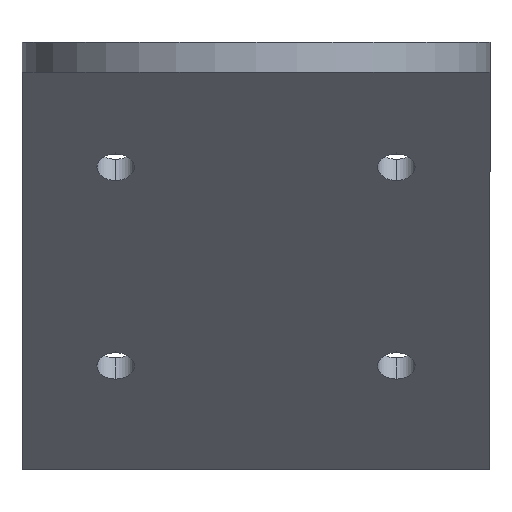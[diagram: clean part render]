
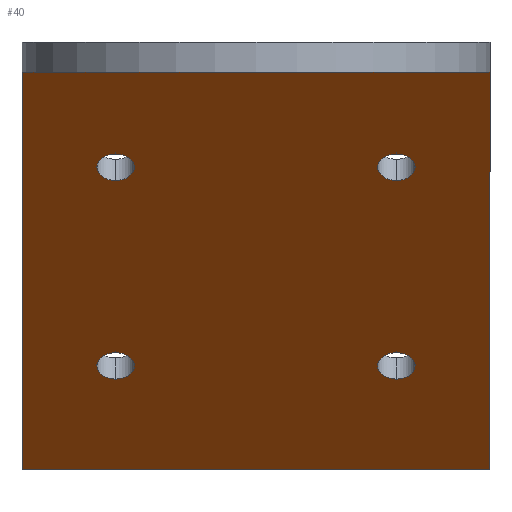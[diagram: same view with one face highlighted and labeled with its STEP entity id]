
A CAD part, front view. The second image highlights one B-rep face of the part: STEP entity #40.
In plain terms, the highlighted planar face has unit normal (0, -0.707, -0.707).
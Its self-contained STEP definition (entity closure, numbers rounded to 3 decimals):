
#1 = VERTEX_POINT ( 'NONE', #710 ) ;
#11 = DIRECTION ( 'NONE',  ( 1., 0., 0. ) ) ;
#25 = CIRCLE ( 'NONE', #362, 2. ) ;
#35 = LINE ( 'NONE', #609, #339 ) ;
#40 = ADVANCED_FACE ( 'NONE', ( #830, #217, #561, #600, #233 ), #879, .T. ) ;
#47 = CARTESIAN_POINT ( 'NONE',  ( -15., 40.138, -10.138 ) ) ;
#64 = EDGE_CURVE ( 'NONE', #98, #1, #802, .T. ) ;
#67 = CARTESIAN_POINT ( 'NONE',  ( -15., 61.351, -31.351 ) ) ;
#76 = DIRECTION ( 'NONE',  ( 0., -0.707, 0.707 ) ) ;
#97 = ORIENTED_EDGE ( 'NONE', *, *, #64, .T. ) ;
#98 = VERTEX_POINT ( 'NONE', #871 ) ;
#112 = DIRECTION ( 'NONE',  ( 0., 0.707, -0.707 ) ) ;
#121 = DIRECTION ( 'NONE',  ( 0., 0.707, 0.707 ) ) ;
#131 = DIRECTION ( 'NONE',  ( 0., 0.707, -0.707 ) ) ;
#142 = EDGE_CURVE ( 'NONE', #162, #753, #453, .T. ) ;
#157 = VERTEX_POINT ( 'NONE', #594 ) ;
#162 = VERTEX_POINT ( 'NONE', #393 ) ;
#164 = EDGE_CURVE ( 'NONE', #752, #308, #761, .T. ) ;
#175 = EDGE_CURVE ( 'NONE', #1, #98, #25, .T. ) ;
#178 = DIRECTION ( 'NONE',  ( 0., 0.707, 0.707 ) ) ;
#180 = EDGE_CURVE ( 'NONE', #753, #162, #568, .T. ) ;
#186 = AXIS2_PLACEMENT_3D ( 'NONE', #607, #480, #421 ) ;
#195 = ORIENTED_EDGE ( 'NONE', *, *, #142, .T. ) ;
#198 = AXIS2_PLACEMENT_3D ( 'NONE', #822, #262, #131 ) ;
#213 = LINE ( 'NONE', #882, #759 ) ;
#217 = FACE_BOUND ( 'NONE', #866, .T. ) ;
#228 = ORIENTED_EDGE ( 'NONE', *, *, #320, .T. ) ;
#233 = FACE_OUTER_BOUND ( 'NONE', #374, .T. ) ;
#238 = EDGE_CURVE ( 'NONE', #670, #157, #701, .T. ) ;
#241 = DIRECTION ( 'NONE',  ( 0., 0.707, -0.707 ) ) ;
#246 = ORIENTED_EDGE ( 'NONE', *, *, #238, .T. ) ;
#250 = DIRECTION ( 'NONE',  ( 0., 0.707, -0.707 ) ) ;
#253 = CIRCLE ( 'NONE', #658, 2. ) ;
#262 = DIRECTION ( 'NONE',  ( 0., 0.707, 0.707 ) ) ;
#270 = EDGE_CURVE ( 'NONE', #634, #282, #517, .T. ) ;
#275 = EDGE_CURVE ( 'NONE', #694, #586, #610, .T. ) ;
#281 = CARTESIAN_POINT ( 'NONE',  ( -15., 59.937, -29.937 ) ) ;
#282 = VERTEX_POINT ( 'NONE', #760 ) ;
#308 = VERTEX_POINT ( 'NONE', #482 ) ;
#310 = CARTESIAN_POINT ( 'NONE',  ( -15., 62.765, -32.765 ) ) ;
#315 = ORIENTED_EDGE ( 'NONE', *, *, #275, .T. ) ;
#320 = EDGE_CURVE ( 'NONE', #586, #694, #747, .T. ) ;
#333 = DIRECTION ( 'NONE',  ( 0., 0.707, 0.707 ) ) ;
#335 = CARTESIAN_POINT ( 'NONE',  ( 15., 40.138, -10.138 ) ) ;
#338 = AXIS2_PLACEMENT_3D ( 'NONE', #583, #376, #112 ) ;
#339 = VECTOR ( 'NONE', #76, 1000. ) ;
#354 = ORIENTED_EDGE ( 'NONE', *, *, #175, .T. ) ;
#357 = CARTESIAN_POINT ( 'NONE',  ( -88.866, 72.426, -42.426 ) ) ;
#360 = EDGE_CURVE ( 'NONE', #634, #157, #35, .T. ) ;
#362 = AXIS2_PLACEMENT_3D ( 'NONE', #674, #596, #468 ) ;
#374 = EDGE_LOOP ( 'NONE', ( #645, #680, #554, #246 ) ) ;
#376 = DIRECTION ( 'NONE',  ( 0., -0.707, -0.707 ) ) ;
#377 = VECTOR ( 'NONE', #11, 1000. ) ;
#385 = CARTESIAN_POINT ( 'NONE',  ( 25., 30., 0. ) ) ;
#393 = CARTESIAN_POINT ( 'NONE',  ( 15., 62.765, -32.765 ) ) ;
#413 = DIRECTION ( 'NONE',  ( -1., 0., 0. ) ) ;
#421 = DIRECTION ( 'NONE',  ( 0., 0.707, -0.707 ) ) ;
#430 = AXIS2_PLACEMENT_3D ( 'NONE', #47, #796, #447 ) ;
#445 = CARTESIAN_POINT ( 'NONE',  ( -25., 72.426, -42.426 ) ) ;
#447 = DIRECTION ( 'NONE',  ( 0., 0.707, -0.707 ) ) ;
#453 = CIRCLE ( 'NONE', #758, 2. ) ;
#468 = DIRECTION ( 'NONE',  ( 0., 0.707, -0.707 ) ) ;
#480 = DIRECTION ( 'NONE',  ( 0., 0.707, 0.707 ) ) ;
#482 = CARTESIAN_POINT ( 'NONE',  ( 15., 38.724, -8.724 ) ) ;
#517 = LINE ( 'NONE', #357, #377 ) ;
#528 = CARTESIAN_POINT ( 'NONE',  ( 15., 41.552, -11.552 ) ) ;
#530 = EDGE_LOOP ( 'NONE', ( #228, #315 ) ) ;
#543 = DIRECTION ( 'NONE',  ( 0., 0.707, 0.707 ) ) ;
#546 = DIRECTION ( 'NONE',  ( 0., 0.707, -0.707 ) ) ;
#554 = ORIENTED_EDGE ( 'NONE', *, *, #673, .F. ) ;
#561 = FACE_BOUND ( 'NONE', #530, .T. ) ;
#568 = CIRCLE ( 'NONE', #198, 2. ) ;
#570 = ORIENTED_EDGE ( 'NONE', *, *, #164, .T. ) ;
#579 = EDGE_LOOP ( 'NONE', ( #888, #570 ) ) ;
#582 = DIRECTION ( 'NONE',  ( 0., 0.707, -0.707 ) ) ;
#583 = CARTESIAN_POINT ( 'NONE',  ( -88.866, 30., 0. ) ) ;
#586 = VERTEX_POINT ( 'NONE', #281 ) ;
#590 = CARTESIAN_POINT ( 'NONE',  ( 15., 61.351, -31.351 ) ) ;
#592 = CARTESIAN_POINT ( 'NONE',  ( 15., 59.937, -29.937 ) ) ;
#594 = CARTESIAN_POINT ( 'NONE',  ( -25., 30., 0. ) ) ;
#596 = DIRECTION ( 'NONE',  ( 0., 0.707, 0.707 ) ) ;
#600 = FACE_BOUND ( 'NONE', #579, .T. ) ;
#607 = CARTESIAN_POINT ( 'NONE',  ( -15., 61.351, -31.351 ) ) ;
#609 = CARTESIAN_POINT ( 'NONE',  ( -25., 30., 0. ) ) ;
#610 = CIRCLE ( 'NONE', #186, 2. ) ;
#617 = CARTESIAN_POINT ( 'NONE',  ( -25., 30., 0. ) ) ;
#634 = VERTEX_POINT ( 'NONE', #445 ) ;
#644 = AXIS2_PLACEMENT_3D ( 'NONE', #67, #543, #546 ) ;
#645 = ORIENTED_EDGE ( 'NONE', *, *, #360, .F. ) ;
#658 = AXIS2_PLACEMENT_3D ( 'NONE', #799, #178, #582 ) ;
#663 = DIRECTION ( 'NONE',  ( 0., 0.707, -0.707 ) ) ;
#670 = VERTEX_POINT ( 'NONE', #385 ) ;
#673 = EDGE_CURVE ( 'NONE', #670, #282, #213, .T. ) ;
#674 = CARTESIAN_POINT ( 'NONE',  ( -15., 40.138, -10.138 ) ) ;
#680 = ORIENTED_EDGE ( 'NONE', *, *, #270, .T. ) ;
#683 = EDGE_CURVE ( 'NONE', #308, #752, #253, .T. ) ;
#694 = VERTEX_POINT ( 'NONE', #310 ) ;
#701 = LINE ( 'NONE', #617, #816 ) ;
#710 = CARTESIAN_POINT ( 'NONE',  ( -15., 41.552, -11.552 ) ) ;
#747 = CIRCLE ( 'NONE', #644, 2. ) ;
#752 = VERTEX_POINT ( 'NONE', #528 ) ;
#753 = VERTEX_POINT ( 'NONE', #592 ) ;
#758 = AXIS2_PLACEMENT_3D ( 'NONE', #590, #333, #663 ) ;
#759 = VECTOR ( 'NONE', #241, 1000. ) ;
#760 = CARTESIAN_POINT ( 'NONE',  ( 25., 72.426, -42.426 ) ) ;
#761 = CIRCLE ( 'NONE', #825, 2. ) ;
#764 = ORIENTED_EDGE ( 'NONE', *, *, #180, .T. ) ;
#796 = DIRECTION ( 'NONE',  ( 0., 0.707, 0.707 ) ) ;
#799 = CARTESIAN_POINT ( 'NONE',  ( 15., 40.138, -10.138 ) ) ;
#802 = CIRCLE ( 'NONE', #430, 2. ) ;
#816 = VECTOR ( 'NONE', #413, 1000. ) ;
#822 = CARTESIAN_POINT ( 'NONE',  ( 15., 61.351, -31.351 ) ) ;
#825 = AXIS2_PLACEMENT_3D ( 'NONE', #335, #121, #250 ) ;
#830 = FACE_BOUND ( 'NONE', #896, .T. ) ;
#866 = EDGE_LOOP ( 'NONE', ( #764, #195 ) ) ;
#871 = CARTESIAN_POINT ( 'NONE',  ( -15., 38.724, -8.724 ) ) ;
#879 = PLANE ( 'NONE',  #338 ) ;
#882 = CARTESIAN_POINT ( 'NONE',  ( 25., 30., 0. ) ) ;
#888 = ORIENTED_EDGE ( 'NONE', *, *, #683, .T. ) ;
#896 = EDGE_LOOP ( 'NONE', ( #97, #354 ) ) ;
